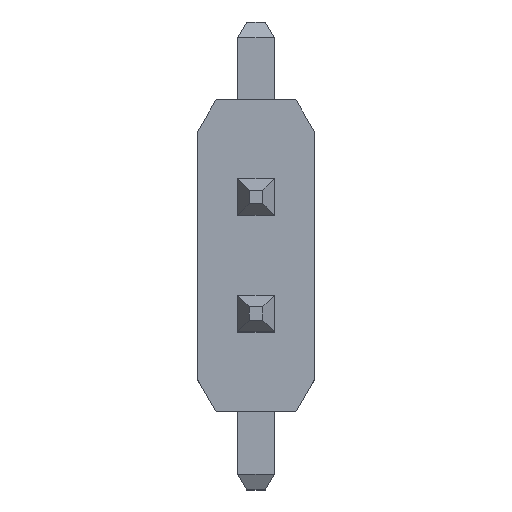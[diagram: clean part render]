
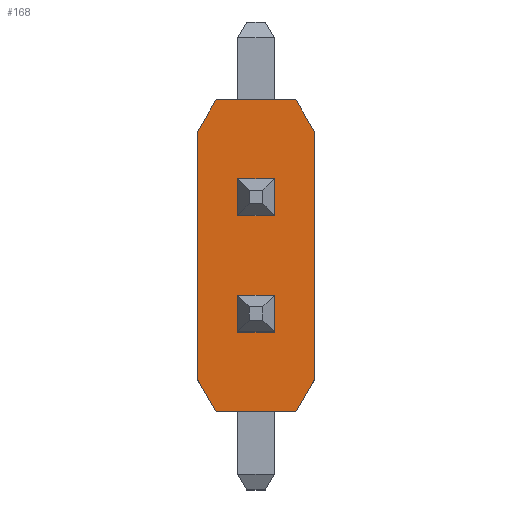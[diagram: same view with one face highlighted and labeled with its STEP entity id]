
A CAD part, top view. The second image highlights one B-rep face of the part: STEP entity #168.
In plain terms, the highlighted planar face has unit normal (0, 0, 1).
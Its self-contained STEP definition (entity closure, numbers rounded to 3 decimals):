
#168 = ADVANCED_FACE('',(#169,#235,#269),#303,.F.);
#169 = FACE_BOUND('',#170,.T.);
#170 = EDGE_LOOP('',(#171,#181,#189,#197,#205,#213,#221,#229));
#171 = ORIENTED_EDGE('',*,*,#172,.T.);
#172 = EDGE_CURVE('',#173,#175,#177,.T.);
#173 = VERTEX_POINT('',#174);
#174 = CARTESIAN_POINT('',(-0.435,1.7,2.));
#175 = VERTEX_POINT('',#176);
#176 = CARTESIAN_POINT('',(-0.635,1.354,2.));
#177 = LINE('',#178,#179);
#178 = CARTESIAN_POINT('',(-0.435,1.7,2.));
#179 = VECTOR('',#180,1.);
#180 = DIRECTION('',(-0.5,-0.866,0.));
#181 = ORIENTED_EDGE('',*,*,#182,.T.);
#182 = EDGE_CURVE('',#175,#183,#185,.T.);
#183 = VERTEX_POINT('',#184);
#184 = CARTESIAN_POINT('',(-0.635,-1.354,2.));
#185 = LINE('',#186,#187);
#186 = CARTESIAN_POINT('',(-0.635,-1.7,2.));
#187 = VECTOR('',#188,1.);
#188 = DIRECTION('',(0.,-1.,0.));
#189 = ORIENTED_EDGE('',*,*,#190,.T.);
#190 = EDGE_CURVE('',#183,#191,#193,.T.);
#191 = VERTEX_POINT('',#192);
#192 = CARTESIAN_POINT('',(-0.435,-1.7,2.));
#193 = LINE('',#194,#195);
#194 = CARTESIAN_POINT('',(-0.435,-1.7,2.));
#195 = VECTOR('',#196,1.);
#196 = DIRECTION('',(0.5,-0.866,0.));
#197 = ORIENTED_EDGE('',*,*,#198,.F.);
#198 = EDGE_CURVE('',#199,#191,#201,.T.);
#199 = VERTEX_POINT('',#200);
#200 = CARTESIAN_POINT('',(0.435,-1.7,2.));
#201 = LINE('',#202,#203);
#202 = CARTESIAN_POINT('',(0.635,-1.7,2.));
#203 = VECTOR('',#204,1.);
#204 = DIRECTION('',(-1.,0.,0.));
#205 = ORIENTED_EDGE('',*,*,#206,.T.);
#206 = EDGE_CURVE('',#199,#207,#209,.T.);
#207 = VERTEX_POINT('',#208);
#208 = CARTESIAN_POINT('',(0.635,-1.354,2.));
#209 = LINE('',#210,#211);
#210 = CARTESIAN_POINT('',(0.635,-1.354,2.));
#211 = VECTOR('',#212,1.);
#212 = DIRECTION('',(0.5,0.866,0.));
#213 = ORIENTED_EDGE('',*,*,#214,.F.);
#214 = EDGE_CURVE('',#215,#207,#217,.T.);
#215 = VERTEX_POINT('',#216);
#216 = CARTESIAN_POINT('',(0.635,1.354,2.));
#217 = LINE('',#218,#219);
#218 = CARTESIAN_POINT('',(0.635,-1.7,2.));
#219 = VECTOR('',#220,1.);
#220 = DIRECTION('',(0.,-1.,0.));
#221 = ORIENTED_EDGE('',*,*,#222,.T.);
#222 = EDGE_CURVE('',#215,#223,#225,.T.);
#223 = VERTEX_POINT('',#224);
#224 = CARTESIAN_POINT('',(0.435,1.7,2.));
#225 = LINE('',#226,#227);
#226 = CARTESIAN_POINT('',(0.635,1.354,2.));
#227 = VECTOR('',#228,1.);
#228 = DIRECTION('',(-0.5,0.866,0.));
#229 = ORIENTED_EDGE('',*,*,#230,.T.);
#230 = EDGE_CURVE('',#223,#173,#231,.T.);
#231 = LINE('',#232,#233);
#232 = CARTESIAN_POINT('',(0.635,1.7,2.));
#233 = VECTOR('',#234,1.);
#234 = DIRECTION('',(-1.,0.,0.));
#235 = FACE_BOUND('',#236,.T.);
#236 = EDGE_LOOP('',(#237,#247,#255,#263));
#237 = ORIENTED_EDGE('',*,*,#238,.T.);
#238 = EDGE_CURVE('',#239,#241,#243,.T.);
#239 = VERTEX_POINT('',#240);
#240 = CARTESIAN_POINT('',(-0.2,0.435,2.));
#241 = VERTEX_POINT('',#242);
#242 = CARTESIAN_POINT('',(-0.2,0.835,2.));
#243 = LINE('',#244,#245);
#244 = CARTESIAN_POINT('',(-0.2,-1.7,2.));
#245 = VECTOR('',#246,1.);
#246 = DIRECTION('',(0.,1.,0.));
#247 = ORIENTED_EDGE('',*,*,#248,.T.);
#248 = EDGE_CURVE('',#241,#249,#251,.T.);
#249 = VERTEX_POINT('',#250);
#250 = CARTESIAN_POINT('',(0.2,0.835,2.));
#251 = LINE('',#252,#253);
#252 = CARTESIAN_POINT('',(0.635,0.835,2.));
#253 = VECTOR('',#254,1.);
#254 = DIRECTION('',(1.,0.,0.));
#255 = ORIENTED_EDGE('',*,*,#256,.T.);
#256 = EDGE_CURVE('',#249,#257,#259,.T.);
#257 = VERTEX_POINT('',#258);
#258 = CARTESIAN_POINT('',(0.2,0.435,2.));
#259 = LINE('',#260,#261);
#260 = CARTESIAN_POINT('',(0.2,-1.7,2.));
#261 = VECTOR('',#262,1.);
#262 = DIRECTION('',(0.,-1.,0.));
#263 = ORIENTED_EDGE('',*,*,#264,.F.);
#264 = EDGE_CURVE('',#239,#257,#265,.T.);
#265 = LINE('',#266,#267);
#266 = CARTESIAN_POINT('',(0.635,0.435,2.));
#267 = VECTOR('',#268,1.);
#268 = DIRECTION('',(1.,0.,0.));
#269 = FACE_BOUND('',#270,.T.);
#270 = EDGE_LOOP('',(#271,#281,#289,#297));
#271 = ORIENTED_EDGE('',*,*,#272,.F.);
#272 = EDGE_CURVE('',#273,#275,#277,.T.);
#273 = VERTEX_POINT('',#274);
#274 = CARTESIAN_POINT('',(0.2,-0.835,2.));
#275 = VERTEX_POINT('',#276);
#276 = CARTESIAN_POINT('',(0.2,-0.435,2.));
#277 = LINE('',#278,#279);
#278 = CARTESIAN_POINT('',(0.2,-1.7,2.));
#279 = VECTOR('',#280,1.);
#280 = DIRECTION('',(0.,1.,0.));
#281 = ORIENTED_EDGE('',*,*,#282,.T.);
#282 = EDGE_CURVE('',#273,#283,#285,.T.);
#283 = VERTEX_POINT('',#284);
#284 = CARTESIAN_POINT('',(-0.2,-0.835,2.));
#285 = LINE('',#286,#287);
#286 = CARTESIAN_POINT('',(0.635,-0.835,2.));
#287 = VECTOR('',#288,1.);
#288 = DIRECTION('',(-1.,0.,0.));
#289 = ORIENTED_EDGE('',*,*,#290,.F.);
#290 = EDGE_CURVE('',#291,#283,#293,.T.);
#291 = VERTEX_POINT('',#292);
#292 = CARTESIAN_POINT('',(-0.2,-0.435,2.));
#293 = LINE('',#294,#295);
#294 = CARTESIAN_POINT('',(-0.2,-1.7,2.));
#295 = VECTOR('',#296,1.);
#296 = DIRECTION('',(0.,-1.,0.));
#297 = ORIENTED_EDGE('',*,*,#298,.F.);
#298 = EDGE_CURVE('',#275,#291,#299,.T.);
#299 = LINE('',#300,#301);
#300 = CARTESIAN_POINT('',(0.635,-0.435,2.));
#301 = VECTOR('',#302,1.);
#302 = DIRECTION('',(-1.,0.,0.));
#303 = PLANE('',#304);
#304 = AXIS2_PLACEMENT_3D('',#305,#306,#307);
#305 = CARTESIAN_POINT('',(-1.905,-1.7,2.));
#306 = DIRECTION('',(0.,0.,-1.));
#307 = DIRECTION('',(0.,1.,0.));
